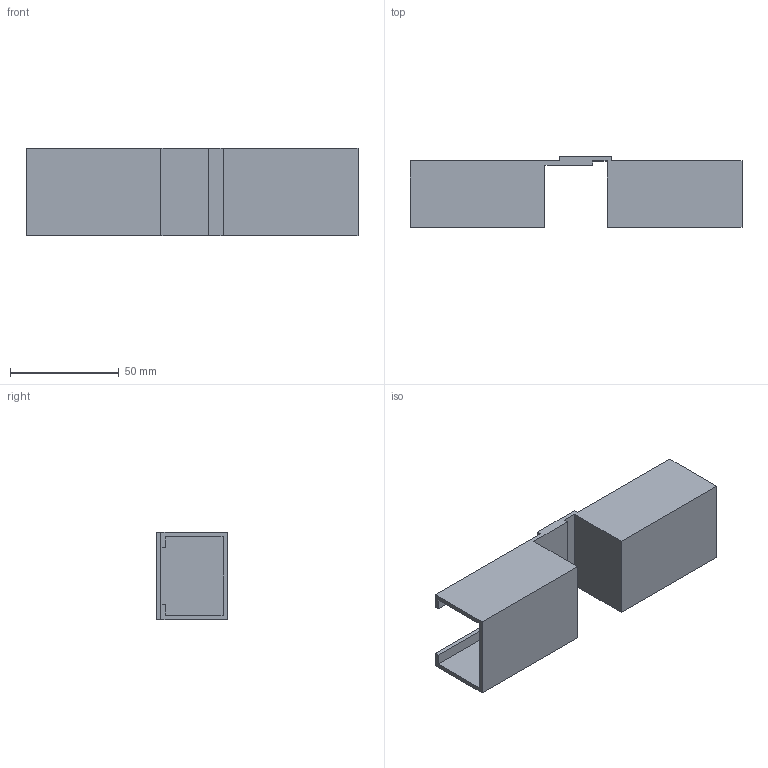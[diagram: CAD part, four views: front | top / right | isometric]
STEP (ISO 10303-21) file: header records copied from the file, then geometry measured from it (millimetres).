
FILE_DESCRIPTION(('STEP AP214'),'1');
FILE_NAME('cctmp_B695EF5E-E4DE-45A3-8A99-C020227E3259_2023_05_11_15_23_58_0155_4988..stp','2023-05-11T13:23:58',('Bosch Rexroth AG'),('CADClick - www.CADClick.com'),'Spatial InterOp 3D',' ','unknown authorization - (Healing Option Enabled)');
FILE_SCHEMA(('AUTOMOTIVE_DESIGN'));
Length unit declared in the file: millimetre
Products named in the file (1): 2023_05_11_15_23_58_0139
Bounding box: 152.5 x 32.5 x 40 mm (x, y, z)
Volume: 34240 mm3; surface area: 34228 mm2
Topology: 1 solids, 1 shells, 32 faces, 90 edges, 60 vertices
Faces by surface type: plane 32
Entity records: 1295 total; most frequent: CARTESIAN_POINT 183, ORIENTED_EDGE 180, DIRECTION 156, EDGE_CURVE 90, LINE 90, VECTOR 90, VERTEX_POINT 60, STYLED_ITEM 33
